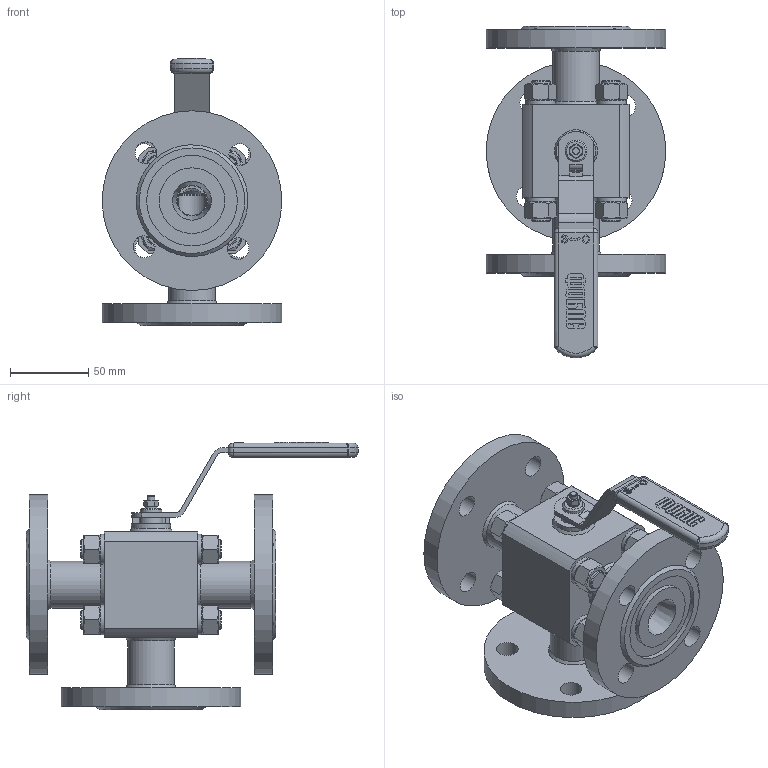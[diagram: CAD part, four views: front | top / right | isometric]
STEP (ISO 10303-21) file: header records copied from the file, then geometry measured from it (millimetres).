
FILE_DESCRIPTION(/* description */ (''),/* implementation_level */ '2;1');
FILE_NAME(/* name */ 'FB39.040.025.200',/* time_stamp */ '2016-02-18T13:08:50+03:00',/* author */ (''),/* organization */ (''),/* preprocessor_version */ 'ST-DEVELOPER v9',/* originating_system */ 'UGS - NX 4.0',/* authorisation */ '');
FILE_SCHEMA (('CONFIG_CONTROL_DESIGN'));
Length unit declared in the file: millimetre
Products named in the file (1): FB39.040.025.200SB_STP_2
Bounding box: 115 x 212.5 x 171.07 mm (x, y, z)
Volume: 680297.2 mm3; surface area: 155740.8 mm2
Topology: 1 solids, 5 shells, 579 faces, 1507 edges, 973 vertices
Faces by surface type: plane 412, cylinder 101, cone 59, sphere 5, torus 2
Full cylindrical faces by diameter (mm): 5 x2, 6 x1, 12 x16, 14 x13, 15 x1, 17 x2, 18 x1, 19 x1, 20 x3, 25 x1, 30 x3, 40 x1, 42 x5, 45 x2, 58 x3, 115 x3
Entity records: 17125 total; most frequent: CARTESIAN_POINT 4039, ORIENTED_EDGE 2638, DIRECTION 2493, EDGE_CURVE 1319, AXIS2_PLACEMENT_3D 916, VERTEX_POINT 906, EDGE_LOOP 789, LINE 661
